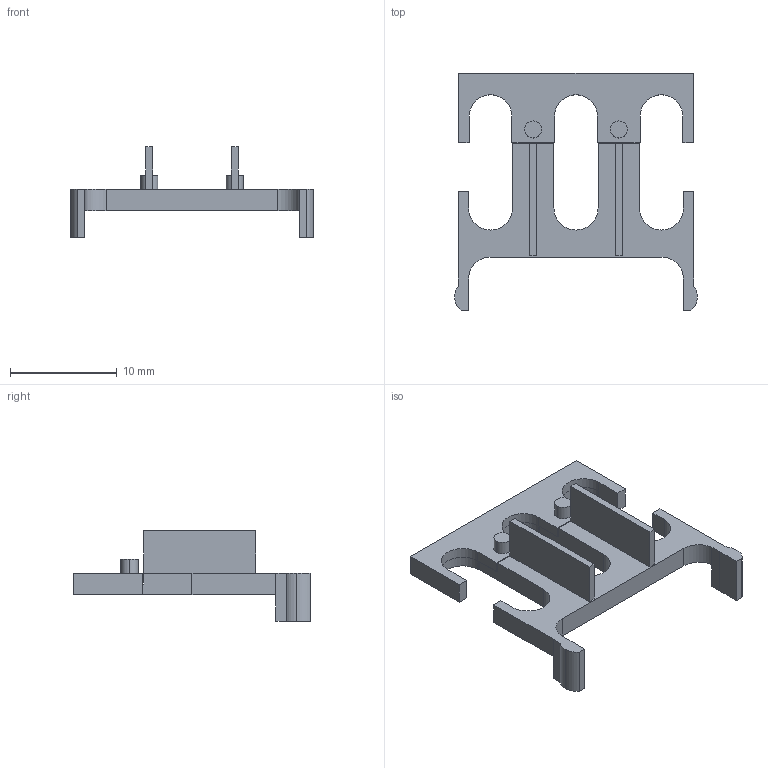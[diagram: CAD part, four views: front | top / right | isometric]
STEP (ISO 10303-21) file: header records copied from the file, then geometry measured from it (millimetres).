
FILE_DESCRIPTION(('CATIA V5 STEP Exchange','CAx-IF Rec.Pracs.--- Model Styling and Organization---1.4--- 2014-01-23'),'2;1');
FILE_NAME ('001794-2_1', '2021-08-09T07:20:15+00:00', ('none'), ('Weidmueller'), 'CATIA Version 5-6 Release 2016 SP3 HF44', 'CATIA V5 STEP AP214', 'none');
FILE_SCHEMA(('AUTOMOTIVE_DESIGN { 1 0 10303 214 1 1 1 1 }'));
Length unit declared in the file: millimetre
Products named in the file (1): 0329300000
Bounding box: 22.75 x 22.2 x 8.5 mm (x, y, z)
Volume: 552.1 mm3; surface area: 1133.5 mm2
Topology: 2 solids, 2 shells, 83 faces, 227 edges, 150 vertices
Faces by surface type: plane 60, cylinder 23
Entity records: 2522 total; most frequent: ORIENTED_EDGE 454, CARTESIAN_POINT 443, DIRECTION 357, EDGE_CURVE 227, VECTOR 184, LINE 184, VERTEX_POINT 150, AXIS2_PLACEMENT_3D 109
